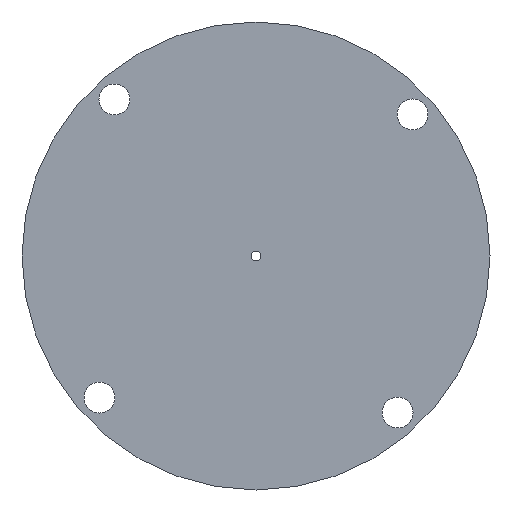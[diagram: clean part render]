
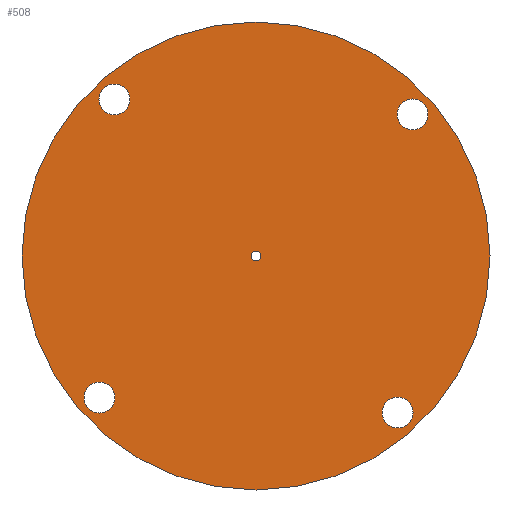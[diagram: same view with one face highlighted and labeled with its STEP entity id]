
A CAD part, front view. The second image highlights one B-rep face of the part: STEP entity #508.
In plain terms, the highlighted planar face has unit normal (0, -1, 0).
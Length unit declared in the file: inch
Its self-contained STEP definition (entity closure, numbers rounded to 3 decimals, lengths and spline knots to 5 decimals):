
#28 = DIRECTION ( 'NONE',  ( 0., 1., 0. ) ) ;
#61 = EDGE_CURVE ( 'NONE', #851, #467, #214, .T. ) ;
#64 = DIRECTION ( 'NONE',  ( 0., 1., 0. ) ) ;
#83 = DIRECTION ( 'NONE',  ( 0., 1., 0. ) ) ;
#111 = DIRECTION ( 'NONE',  ( 0., 0., 1. ) ) ;
#130 = CARTESIAN_POINT ( 'NONE',  ( 0.64897, 0., 0.65091 ) ) ;
#140 = ORIENTED_EDGE ( 'NONE', *, *, #61, .T. ) ;
#160 = EDGE_CURVE ( 'NONE', #958, #1119, #1566, .T. ) ;
#177 = VERTEX_POINT ( 'NONE', #130 ) ;
#202 = AXIS2_PLACEMENT_3D ( 'NONE', #520, #388, #963 ) ;
#214 = CIRCLE ( 'NONE', #1224, 0.064 ) ;
#216 = AXIS2_PLACEMENT_3D ( 'NONE', #1562, #64, #1003 ) ;
#218 = FACE_BOUND ( 'NONE', #1268, .T. ) ;
#219 = PLANE ( 'NONE',  #1474 ) ;
#239 = EDGE_CURVE ( 'NONE', #835, #177, #1056, .T. ) ;
#240 = EDGE_CURVE ( 'NONE', #177, #835, #1750, .T. ) ;
#244 = DIRECTION ( 'NONE',  ( 0., 0., 1. ) ) ;
#287 = CARTESIAN_POINT ( 'NONE',  ( 0.64897, 0., 0.58691 ) ) ;
#297 = EDGE_CURVE ( 'NONE', #529, #299, #744, .T. ) ;
#299 = VERTEX_POINT ( 'NONE', #1700 ) ;
#307 = EDGE_CURVE ( 'NONE', #719, #865, #1702, .T. ) ;
#334 = ORIENTED_EDGE ( 'NONE', *, *, #239, .T. ) ;
#348 = CARTESIAN_POINT ( 'NONE',  ( -0.64897, 0., -0.65091 ) ) ;
#349 = AXIS2_PLACEMENT_3D ( 'NONE', #927, #645, #111 ) ;
#355 = CARTESIAN_POINT ( 'NONE',  ( 0., 0., 0. ) ) ;
#356 = EDGE_CURVE ( 'NONE', #1468, #1138, #1550, .T. ) ;
#377 = CIRCLE ( 'NONE', #1302, 0.064 ) ;
#388 = DIRECTION ( 'NONE',  ( 0., 1., 0. ) ) ;
#403 = CARTESIAN_POINT ( 'NONE',  ( 0., 0., -0.97 ) ) ;
#415 = AXIS2_PLACEMENT_3D ( 'NONE', #627, #1458, #244 ) ;
#435 = AXIS2_PLACEMENT_3D ( 'NONE', #287, #28, #688 ) ;
#443 = CARTESIAN_POINT ( 'NONE',  ( 0.58691, 0., -0.58497 ) ) ;
#467 = VERTEX_POINT ( 'NONE', #1040 ) ;
#490 = ORIENTED_EDGE ( 'NONE', *, *, #569, .T. ) ;
#502 = DIRECTION ( 'NONE',  ( 0., 0., 1. ) ) ;
#508 = ADVANCED_FACE ( 'NONE', ( #1398, #218, #1008, #1660, #1312, #992 ), #219, .F. ) ;
#517 = DIRECTION ( 'NONE',  ( 0., 0., 1. ) ) ;
#520 = CARTESIAN_POINT ( 'NONE',  ( 0., 0., 0. ) ) ;
#522 = ORIENTED_EDGE ( 'NONE', *, *, #1690, .F. ) ;
#529 = VERTEX_POINT ( 'NONE', #1046 ) ;
#545 = EDGE_CURVE ( 'NONE', #467, #851, #1402, .T. ) ;
#568 = DIRECTION ( 'NONE',  ( 0., 0., 1. ) ) ;
#569 = EDGE_CURVE ( 'NONE', #1119, #958, #1133, .T. ) ;
#589 = DIRECTION ( 'NONE',  ( 0., 0., 1. ) ) ;
#627 = CARTESIAN_POINT ( 'NONE',  ( 0.58691, 0., -0.64897 ) ) ;
#645 = DIRECTION ( 'NONE',  ( 0., 1., 0. ) ) ;
#688 = DIRECTION ( 'NONE',  ( 0., 0., 1. ) ) ;
#711 = CARTESIAN_POINT ( 'NONE',  ( -0.58691, 0., 0.58497 ) ) ;
#719 = VERTEX_POINT ( 'NONE', #403 ) ;
#731 = CIRCLE ( 'NONE', #349, 0.97 ) ;
#742 = ORIENTED_EDGE ( 'NONE', *, *, #1639, .T. ) ;
#744 = CIRCLE ( 'NONE', #1386, 0.02 ) ;
#764 = CARTESIAN_POINT ( 'NONE',  ( 0.58691, 0., -0.64897 ) ) ;
#802 = ORIENTED_EDGE ( 'NONE', *, *, #356, .T. ) ;
#826 = ORIENTED_EDGE ( 'NONE', *, *, #1285, .T. ) ;
#835 = VERTEX_POINT ( 'NONE', #1123 ) ;
#851 = VERTEX_POINT ( 'NONE', #443 ) ;
#864 = CARTESIAN_POINT ( 'NONE',  ( 0., 0., 0. ) ) ;
#865 = VERTEX_POINT ( 'NONE', #1254 ) ;
#908 = DIRECTION ( 'NONE',  ( 0., 1., 0. ) ) ;
#921 = CARTESIAN_POINT ( 'NONE',  ( -0.58691, 0., 0.64897 ) ) ;
#927 = CARTESIAN_POINT ( 'NONE',  ( 0., 0., 0. ) ) ;
#931 = DIRECTION ( 'NONE',  ( 0., 0., 1. ) ) ;
#958 = VERTEX_POINT ( 'NONE', #711 ) ;
#963 = DIRECTION ( 'NONE',  ( 0., 0., 1. ) ) ;
#969 = EDGE_LOOP ( 'NONE', ( #1497, #522 ) ) ;
#992 = FACE_OUTER_BOUND ( 'NONE', #969, .T. ) ;
#1003 = DIRECTION ( 'NONE',  ( 0., 0., 1. ) ) ;
#1008 = FACE_BOUND ( 'NONE', #1091, .T. ) ;
#1015 = CARTESIAN_POINT ( 'NONE',  ( 0., 0., 0. ) ) ;
#1017 = AXIS2_PLACEMENT_3D ( 'NONE', #1662, #1397, #568 ) ;
#1040 = CARTESIAN_POINT ( 'NONE',  ( 0.58691, 0., -0.71297 ) ) ;
#1046 = CARTESIAN_POINT ( 'NONE',  ( 0., 0., -0.02 ) ) ;
#1054 = DIRECTION ( 'NONE',  ( 0., 1., 0. ) ) ;
#1056 = CIRCLE ( 'NONE', #1017, 0.064 ) ;
#1060 = DIRECTION ( 'NONE',  ( 0., 0., 1. ) ) ;
#1091 = EDGE_LOOP ( 'NONE', ( #1491, #334 ) ) ;
#1119 = VERTEX_POINT ( 'NONE', #1742 ) ;
#1123 = CARTESIAN_POINT ( 'NONE',  ( 0.64897, 0., 0.52291 ) ) ;
#1133 = CIRCLE ( 'NONE', #1732, 0.064 ) ;
#1138 = VERTEX_POINT ( 'NONE', #348 ) ;
#1140 = DIRECTION ( 'NONE',  ( 0., 1., 0. ) ) ;
#1205 = DIRECTION ( 'NONE',  ( 0., 1., 0. ) ) ;
#1210 = AXIS2_PLACEMENT_3D ( 'NONE', #1654, #1782, #931 ) ;
#1224 = AXIS2_PLACEMENT_3D ( 'NONE', #764, #908, #502 ) ;
#1254 = CARTESIAN_POINT ( 'NONE',  ( 0., 0., 0.97 ) ) ;
#1266 = AXIS2_PLACEMENT_3D ( 'NONE', #864, #1140, #589 ) ;
#1268 = EDGE_LOOP ( 'NONE', ( #490, #1306 ) ) ;
#1282 = DIRECTION ( 'NONE',  ( 0., 1., 0. ) ) ;
#1283 = ORIENTED_EDGE ( 'NONE', *, *, #545, .T. ) ;
#1285 = EDGE_CURVE ( 'NONE', #299, #529, #1379, .T. ) ;
#1292 = CARTESIAN_POINT ( 'NONE',  ( -0.64897, 0., -0.52291 ) ) ;
#1302 = AXIS2_PLACEMENT_3D ( 'NONE', #1443, #83, #1728 ) ;
#1306 = ORIENTED_EDGE ( 'NONE', *, *, #160, .T. ) ;
#1312 = FACE_BOUND ( 'NONE', #1546, .T. ) ;
#1379 = CIRCLE ( 'NONE', #202, 0.02 ) ;
#1386 = AXIS2_PLACEMENT_3D ( 'NONE', #1015, #1282, #1693 ) ;
#1397 = DIRECTION ( 'NONE',  ( 0., 1., 0. ) ) ;
#1398 = FACE_BOUND ( 'NONE', #1765, .T. ) ;
#1402 = CIRCLE ( 'NONE', #415, 0.064 ) ;
#1443 = CARTESIAN_POINT ( 'NONE',  ( -0.64897, 0., -0.58691 ) ) ;
#1458 = DIRECTION ( 'NONE',  ( 0., 1., 0. ) ) ;
#1468 = VERTEX_POINT ( 'NONE', #1292 ) ;
#1470 = ORIENTED_EDGE ( 'NONE', *, *, #297, .T. ) ;
#1474 = AXIS2_PLACEMENT_3D ( 'NONE', #355, #1054, #1060 ) ;
#1491 = ORIENTED_EDGE ( 'NONE', *, *, #240, .T. ) ;
#1497 = ORIENTED_EDGE ( 'NONE', *, *, #307, .F. ) ;
#1546 = EDGE_LOOP ( 'NONE', ( #826, #1470 ) ) ;
#1550 = CIRCLE ( 'NONE', #216, 0.064 ) ;
#1562 = CARTESIAN_POINT ( 'NONE',  ( -0.64897, 0., -0.58691 ) ) ;
#1566 = CIRCLE ( 'NONE', #1210, 0.064 ) ;
#1616 = EDGE_LOOP ( 'NONE', ( #140, #1283 ) ) ;
#1639 = EDGE_CURVE ( 'NONE', #1138, #1468, #377, .T. ) ;
#1654 = CARTESIAN_POINT ( 'NONE',  ( -0.58691, 0., 0.64897 ) ) ;
#1660 = FACE_BOUND ( 'NONE', #1616, .T. ) ;
#1662 = CARTESIAN_POINT ( 'NONE',  ( 0.64897, 0., 0.58691 ) ) ;
#1690 = EDGE_CURVE ( 'NONE', #865, #719, #731, .T. ) ;
#1693 = DIRECTION ( 'NONE',  ( 0., 0., 1. ) ) ;
#1700 = CARTESIAN_POINT ( 'NONE',  ( 0., 0., 0.02 ) ) ;
#1702 = CIRCLE ( 'NONE', #1266, 0.97 ) ;
#1728 = DIRECTION ( 'NONE',  ( 0., 0., 1. ) ) ;
#1732 = AXIS2_PLACEMENT_3D ( 'NONE', #921, #1205, #517 ) ;
#1742 = CARTESIAN_POINT ( 'NONE',  ( -0.58691, 0., 0.71297 ) ) ;
#1750 = CIRCLE ( 'NONE', #435, 0.064 ) ;
#1765 = EDGE_LOOP ( 'NONE', ( #802, #742 ) ) ;
#1782 = DIRECTION ( 'NONE',  ( 0., 1., 0. ) ) ;
